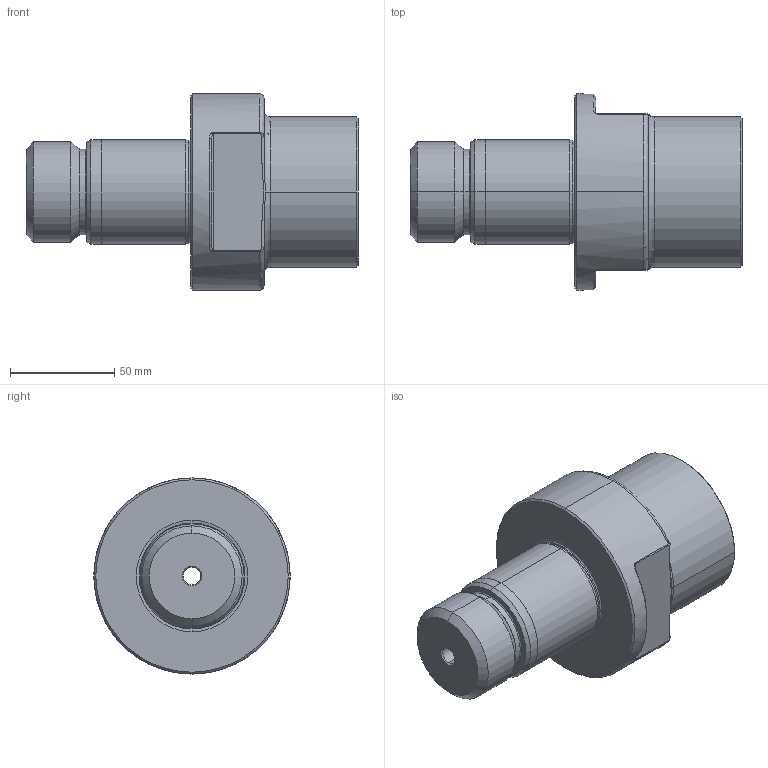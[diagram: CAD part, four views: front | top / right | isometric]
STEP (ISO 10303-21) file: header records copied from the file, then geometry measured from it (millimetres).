
FILE_DESCRIPTION (( 'STEP AP203' ), '1' );
FILE_NAME ('120.940.721C.STEP', '2018-03-13T16:05:32', ( 'SWIAdmin' ), ( 'Hewlett-Packard Company' ), 'SwSTEP 2.0', 'SolidWorks 2017', '' );
FILE_SCHEMA (( 'CONFIG_CONTROL_DESIGN' ));
Length unit declared in the file: millimetre
Products named in the file (1): 120.940.721C
Bounding box: 159 x 94 x 94 mm (x, y, z)
Volume: 462140.4 mm3; surface area: 56773.5 mm2
Topology: 1 solids, 1 shells, 100 faces, 214 edges, 121 vertices
Faces by surface type: cone 28, cylinder 24, plane 21, torus 17, bspline 10
Entity records: 4798 total; most frequent: CARTESIAN_POINT 2605, DIRECTION 458, ORIENTED_EDGE 428, EDGE_CURVE 214, AXIS2_PLACEMENT_3D 195, VERTEX_POINT 121, EDGE_LOOP 107, CIRCLE 104
